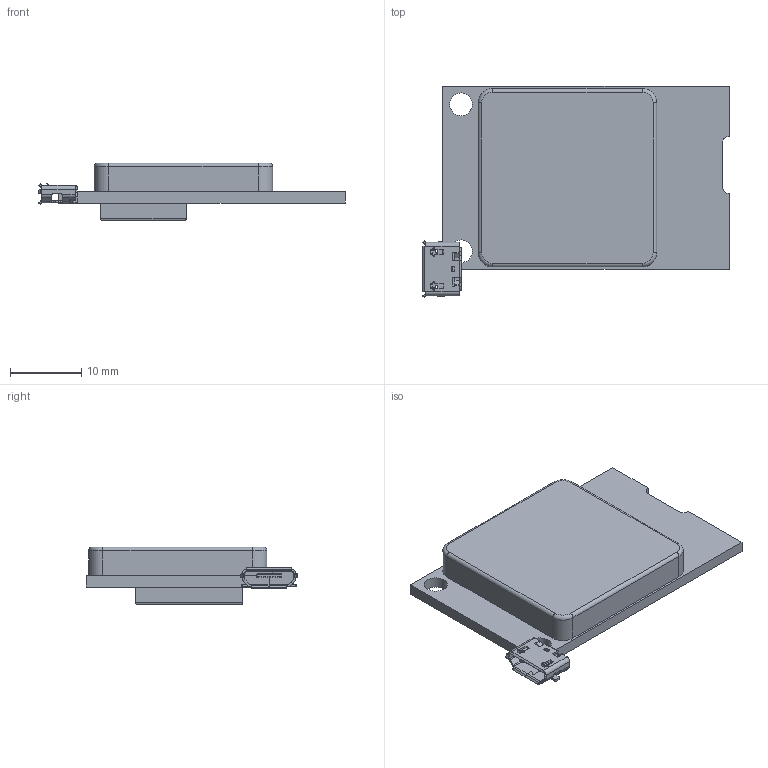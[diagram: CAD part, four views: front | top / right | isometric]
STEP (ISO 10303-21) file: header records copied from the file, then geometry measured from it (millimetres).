
FILE_DESCRIPTION(('FreeCAD Model'),'2;1');
FILE_NAME('NEO-6M-GPS.step','2019-07-18T11:48:26',('Author'),(''), 'Open CASCADE STEP processor 7.3','FreeCAD','Unknown');
FILE_SCHEMA(('AUTOMOTIVE_DESIGN { 1 0 10303 214 1 1 1 1 }'));
Length unit declared in the file: millimetre
Products named in the file (7): Part; ASSEMBLY001; Part-pads001; Contacts001; Chassis001; inner001; Fusion
Assembly tree (4 placements, depth 2):
  Part
  ASSEMBLY001
    Part-pads001
    Contacts001
    Chassis001
    inner001
  Fusion
Bounding box: 42.99 x 29.59 x 8.1 mm (x, y, z)
Volume: 4583.2 mm3; surface area: 3041.1 mm2
Topology: 15 solids, 15 shells, 506 faces, 3497 edges, 9287 vertices
Faces by surface type: plane 356, cylinder 142, sphere 4, torus 4
Full cylindrical faces by diameter (mm): 3.2 x2
Entity records: 66849 total; most frequent: CARTESIAN_POINT 21418, DIRECTION 7718, LINE 5066, VECTOR 5066, ORIENTED_EDGE 2802, PCURVE 2802, DEFINITIONAL_REPRESENTATION 2802, GEOMETRIC_CURVE_SET 2095
